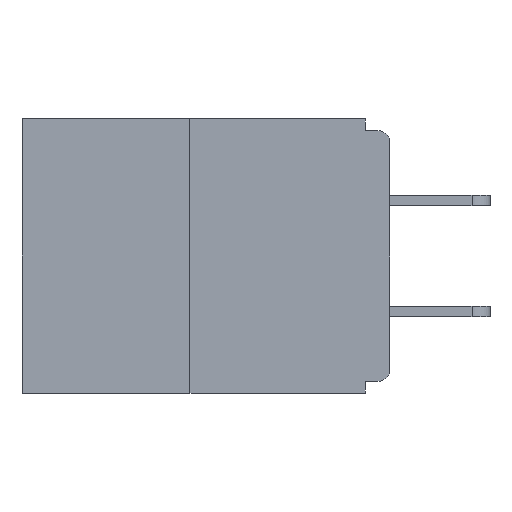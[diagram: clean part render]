
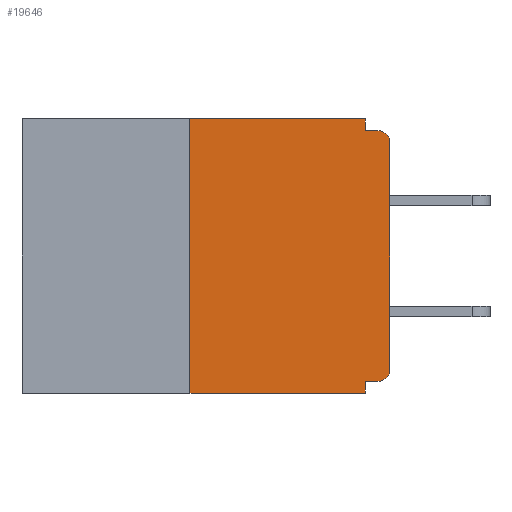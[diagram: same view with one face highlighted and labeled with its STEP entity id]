
A CAD part, left-side view. The second image highlights one B-rep face of the part: STEP entity #19646.
In plain terms, the highlighted planar face has unit normal (-1, 0, 0).
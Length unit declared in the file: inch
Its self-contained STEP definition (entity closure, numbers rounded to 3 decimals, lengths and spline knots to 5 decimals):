
#45 = EDGE_CURVE ( 'NONE', #1608, #18592, #1332, .T. ) ;
#127 = VECTOR ( 'NONE', #17042, 39.37008 ) ;
#212 = DIRECTION ( 'NONE',  ( 0., 0., -1. ) ) ;
#695 = CARTESIAN_POINT ( 'NONE',  ( 0., 0.031, -0.343 ) ) ;
#795 = DIRECTION ( 'NONE',  ( 1., 0., 0. ) ) ;
#827 = VECTOR ( 'NONE', #18443, 39.37008 ) ;
#1033 = VECTOR ( 'NONE', #15124, 39.37008 ) ;
#1102 = VECTOR ( 'NONE', #19021, 39.37008 ) ;
#1332 = LINE ( 'NONE', #2733, #1102 ) ;
#1608 = VERTEX_POINT ( 'NONE', #14887 ) ;
#1622 = LINE ( 'NONE', #18658, #1033 ) ;
#2089 = EDGE_CURVE ( 'NONE', #16582, #11799, #1622, .T. ) ;
#2488 = DIRECTION ( 'NONE',  ( -1., 0., 0. ) ) ;
#2733 = CARTESIAN_POINT ( 'NONE',  ( 0., 0.031, 0. ) ) ;
#2759 = PLANE ( 'NONE',  #13413 ) ;
#2997 = FACE_OUTER_BOUND ( 'NONE', #9930, .T. ) ;
#3123 = LINE ( 'NONE', #20228, #827 ) ;
#3315 = CARTESIAN_POINT ( 'NONE',  ( 0., 0.015, -0.015 ) ) ;
#3409 = CARTESIAN_POINT ( 'NONE',  ( 0., 0.25, 0. ) ) ;
#3419 = ORIENTED_EDGE ( 'NONE', *, *, #14236, .F. ) ;
#3556 = VERTEX_POINT ( 'NONE', #3409 ) ;
#4134 = ORIENTED_EDGE ( 'NONE', *, *, #21306, .F. ) ;
#4158 = CIRCLE ( 'NONE', #11652, 0.015 ) ;
#4583 = DIRECTION ( 'NONE',  ( 0., -1., 0. ) ) ;
#4598 = CARTESIAN_POINT ( 'NONE',  ( 0., 0.46, 0. ) ) ;
#4648 = CARTESIAN_POINT ( 'NONE',  ( 0., 0.031, -0.015 ) ) ;
#4769 = ORIENTED_EDGE ( 'NONE', *, *, #16072, .T. ) ;
#4922 = ORIENTED_EDGE ( 'NONE', *, *, #16644, .F. ) ;
#4956 = LINE ( 'NONE', #9936, #127 ) ;
#5182 = LINE ( 'NONE', #20262, #18904 ) ;
#5307 = VERTEX_POINT ( 'NONE', #20266 ) ;
#5778 = AXIS2_PLACEMENT_3D ( 'NONE', #7720, #11361, #212 ) ;
#6390 = CIRCLE ( 'NONE', #5778, 0.015 ) ;
#6736 = ORIENTED_EDGE ( 'NONE', *, *, #17663, .F. ) ;
#7260 = ORIENTED_EDGE ( 'NONE', *, *, #8727, .T. ) ;
#7720 = CARTESIAN_POINT ( 'NONE',  ( 0., 0.015, -0.313 ) ) ;
#8178 = CARTESIAN_POINT ( 'NONE',  ( 0., 0.25, -0.343 ) ) ;
#8190 = CARTESIAN_POINT ( 'NONE',  ( 0., 0., -0.015 ) ) ;
#8727 = EDGE_CURVE ( 'NONE', #5307, #18981, #4158, .T. ) ;
#8893 = VERTEX_POINT ( 'NONE', #16637 ) ;
#9930 = EDGE_LOOP ( 'NONE', ( #4922, #4134, #12030, #3419, #13906, #17217, #4769, #7260, #6736, #15854 ) ) ;
#9936 = CARTESIAN_POINT ( 'NONE',  ( 0., 0.25, 0. ) ) ;
#10766 = LINE ( 'NONE', #11964, #15318 ) ;
#11183 = VERTEX_POINT ( 'NONE', #17202 ) ;
#11361 = DIRECTION ( 'NONE',  ( -1., 0., 0. ) ) ;
#11652 = AXIS2_PLACEMENT_3D ( 'NONE', #22504, #2488, #15211 ) ;
#11695 = EDGE_CURVE ( 'NONE', #13900, #8893, #21451, .T. ) ;
#11766 = CARTESIAN_POINT ( 'NONE',  ( 0., 0.015, -0.328 ) ) ;
#11799 = VERTEX_POINT ( 'NONE', #695 ) ;
#11830 = VECTOR ( 'NONE', #4583, 39.37008 ) ;
#11964 = CARTESIAN_POINT ( 'NONE',  ( 0., 0.46, 0. ) ) ;
#12030 = ORIENTED_EDGE ( 'NONE', *, *, #2089, .T. ) ;
#12885 = CARTESIAN_POINT ( 'NONE',  ( 0., 0., -0.328 ) ) ;
#13134 = EDGE_CURVE ( 'NONE', #13900, #11183, #6390, .T. ) ;
#13413 = AXIS2_PLACEMENT_3D ( 'NONE', #4598, #795, #15198 ) ;
#13432 = DIRECTION ( 'NONE',  ( 0., 1., 0. ) ) ;
#13900 = VERTEX_POINT ( 'NONE', #11766 ) ;
#13906 = ORIENTED_EDGE ( 'NONE', *, *, #11695, .F. ) ;
#14236 = EDGE_CURVE ( 'NONE', #8893, #11799, #5182, .T. ) ;
#14887 = CARTESIAN_POINT ( 'NONE',  ( 0., 0.031, 0. ) ) ;
#15124 = DIRECTION ( 'NONE',  ( 0., -1., 0. ) ) ;
#15198 = DIRECTION ( 'NONE',  ( 0., 0., -1. ) ) ;
#15211 = DIRECTION ( 'NONE',  ( 0., 0., -1. ) ) ;
#15318 = VECTOR ( 'NONE', #15617, 39.37008 ) ;
#15617 = DIRECTION ( 'NONE',  ( 0., -1., 0. ) ) ;
#15854 = ORIENTED_EDGE ( 'NONE', *, *, #45, .F. ) ;
#16072 = EDGE_CURVE ( 'NONE', #11183, #5307, #3123, .T. ) ;
#16582 = VERTEX_POINT ( 'NONE', #8178 ) ;
#16637 = CARTESIAN_POINT ( 'NONE',  ( 0., 0.031, -0.328 ) ) ;
#16644 = EDGE_CURVE ( 'NONE', #3556, #1608, #10766, .T. ) ;
#17042 = DIRECTION ( 'NONE',  ( 0., 0., 1. ) ) ;
#17202 = CARTESIAN_POINT ( 'NONE',  ( 0., 0., -0.313 ) ) ;
#17217 = ORIENTED_EDGE ( 'NONE', *, *, #13134, .T. ) ;
#17663 = EDGE_CURVE ( 'NONE', #18592, #18981, #17868, .T. ) ;
#17868 = LINE ( 'NONE', #8190, #11830 ) ;
#18079 = DIRECTION ( 'NONE',  ( 0., 0., -1. ) ) ;
#18443 = DIRECTION ( 'NONE',  ( 0., 0., 1. ) ) ;
#18592 = VERTEX_POINT ( 'NONE', #4648 ) ;
#18658 = CARTESIAN_POINT ( 'NONE',  ( 0., 0.46, -0.343 ) ) ;
#18904 = VECTOR ( 'NONE', #18079, 39.37008 ) ;
#18981 = VERTEX_POINT ( 'NONE', #3315 ) ;
#19021 = DIRECTION ( 'NONE',  ( 0., 0., -1. ) ) ;
#19646 = ADVANCED_FACE ( 'NONE', ( #2997 ), #2759, .F. ) ;
#20228 = CARTESIAN_POINT ( 'NONE',  ( 0., 0., 0. ) ) ;
#20262 = CARTESIAN_POINT ( 'NONE',  ( 0., 0.031, -0.343 ) ) ;
#20266 = CARTESIAN_POINT ( 'NONE',  ( 0., 0., -0.03 ) ) ;
#21306 = EDGE_CURVE ( 'NONE', #16582, #3556, #4956, .T. ) ;
#21451 = LINE ( 'NONE', #12885, #22911 ) ;
#22504 = CARTESIAN_POINT ( 'NONE',  ( 0., 0.015, -0.03 ) ) ;
#22911 = VECTOR ( 'NONE', #13432, 39.37008 ) ;
